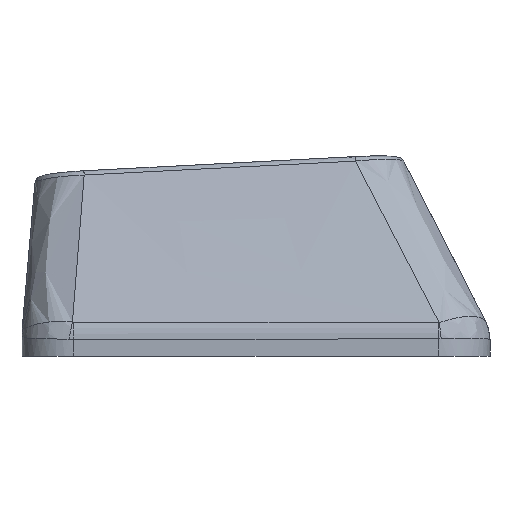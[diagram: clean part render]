
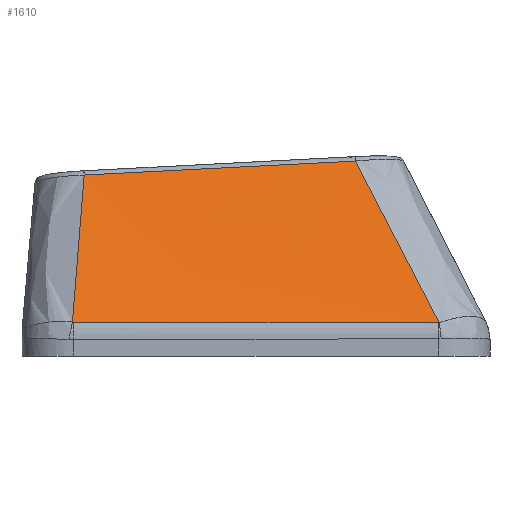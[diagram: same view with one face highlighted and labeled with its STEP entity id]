
A CAD part, left-side view. The second image highlights one B-rep face of the part: STEP entity #1610.
In plain terms, the highlighted free-form (B-spline) face has degree [3, 3] with [4, 4] control points.
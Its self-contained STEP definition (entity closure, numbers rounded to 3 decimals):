
#51=B_SPLINE_SURFACE_WITH_KNOTS('',3,3,((#3799,#3800,#3801,#3802),(#3803,
#3804,#3805,#3806),(#3807,#3808,#3809,#3810),(#3811,#3812,#3813,#3814)),
 .UNSPECIFIED.,.F.,.F.,.F.,(4,4),(4,4),(0.107,0.899),
(0.028,0.956),.UNSPECIFIED.);
#334=FACE_OUTER_BOUND('',#433,.T.);
#433=EDGE_LOOP('',(#1385,#1386,#1387,#1388,#1389,#1390));
#543=B_SPLINE_CURVE_WITH_KNOTS('',3,(#3409,#3410,#3411,#3412),
 .UNSPECIFIED.,.F.,.F.,(4,4),(0.,0.003),
 .UNSPECIFIED.);
#544=B_SPLINE_CURVE_WITH_KNOTS('',3,(#3430,#3431,#3432,#3433),
 .UNSPECIFIED.,.F.,.F.,(4,4),(-1.416,0.),.UNSPECIFIED.);
#547=B_SPLINE_CURVE_WITH_KNOTS('',3,(#3463,#3464,#3465,#3466),
 .UNSPECIFIED.,.F.,.F.,(4,4),(0.,0.004),
 .UNSPECIFIED.);
#564=B_SPLINE_CURVE_WITH_KNOTS('',3,(#3785,#3786,#3787,#3788),
 .UNSPECIFIED.,.F.,.F.,(4,4),(-0.661,-0.02),
 .UNSPECIFIED.);
#567=B_SPLINE_CURVE_WITH_KNOTS('',3,(#3816,#3817,#3818,#3819),
 .UNSPECIFIED.,.F.,.F.,(4,4),(0.023,0.785),
 .UNSPECIFIED.);
#568=B_SPLINE_CURVE_WITH_KNOTS('',3,(#3820,#3821,#3822,#3823),
 .UNSPECIFIED.,.F.,.F.,(4,4),(0.,1.054),.UNSPECIFIED.);
#729=VERTEX_POINT('',#3371);
#731=VERTEX_POINT('',#3402);
#733=VERTEX_POINT('',#3429);
#735=VERTEX_POINT('',#3456);
#753=VERTEX_POINT('',#3784);
#755=VERTEX_POINT('',#3815);
#946=EDGE_CURVE('',#729,#731,#543,.T.);
#947=EDGE_CURVE('',#731,#733,#544,.T.);
#952=EDGE_CURVE('',#733,#735,#547,.T.);
#979=EDGE_CURVE('',#735,#753,#564,.T.);
#982=EDGE_CURVE('',#755,#729,#567,.T.);
#983=EDGE_CURVE('',#753,#755,#568,.T.);
#1385=ORIENTED_EDGE('',*,*,#952,.F.);
#1386=ORIENTED_EDGE('',*,*,#947,.F.);
#1387=ORIENTED_EDGE('',*,*,#946,.F.);
#1388=ORIENTED_EDGE('',*,*,#982,.F.);
#1389=ORIENTED_EDGE('',*,*,#983,.F.);
#1390=ORIENTED_EDGE('',*,*,#979,.F.);
#1610=ADVANCED_FACE('',(#334),#51,.F.);
#3371=CARTESIAN_POINT('',(-16.087,-7.107,0.299));
#3402=CARTESIAN_POINT('',(-16.088,-7.079,0.298));
#3409=CARTESIAN_POINT('Ctrl Pts',(-16.087,-7.107,0.299));
#3410=CARTESIAN_POINT('Ctrl Pts',(-16.087,-7.098,0.298));
#3411=CARTESIAN_POINT('Ctrl Pts',(-16.088,-7.088,0.298));
#3412=CARTESIAN_POINT('Ctrl Pts',(-16.088,-7.079,0.298));
#3429=CARTESIAN_POINT('',(-16.065,7.082,0.318));
#3430=CARTESIAN_POINT('Ctrl Pts',(-16.088,-7.079,0.298));
#3431=CARTESIAN_POINT('Ctrl Pts',(-16.081,-2.359,0.304));
#3432=CARTESIAN_POINT('Ctrl Pts',(-16.073,2.361,0.311));
#3433=CARTESIAN_POINT('Ctrl Pts',(-16.065,7.082,0.318));
#3456=CARTESIAN_POINT('',(-16.063,7.125,0.322));
#3463=CARTESIAN_POINT('Ctrl Pts',(-16.065,7.082,0.318));
#3464=CARTESIAN_POINT('Ctrl Pts',(-16.065,7.096,0.318));
#3465=CARTESIAN_POINT('Ctrl Pts',(-16.064,7.111,0.319));
#3466=CARTESIAN_POINT('Ctrl Pts',(-16.063,7.125,0.322));
#3784=CARTESIAN_POINT('',(-13.204,6.669,6.028));
#3785=CARTESIAN_POINT('Ctrl Pts',(-16.063,7.125,0.322));
#3786=CARTESIAN_POINT('Ctrl Pts',(-15.107,6.97,2.223));
#3787=CARTESIAN_POINT('Ctrl Pts',(-14.153,6.818,4.125));
#3788=CARTESIAN_POINT('Ctrl Pts',(-13.204,6.669,6.028));
#3799=CARTESIAN_POINT('Ctrl Pts',(-13.2,7.031,6.018));
#3800=CARTESIAN_POINT('Ctrl Pts',(-14.162,7.063,4.102));
#3801=CARTESIAN_POINT('Ctrl Pts',(-15.125,7.095,2.187));
#3802=CARTESIAN_POINT('Ctrl Pts',(-16.088,7.126,0.272));
#3803=CARTESIAN_POINT('Ctrl Pts',(-13.2,3.274,6.208));
#3804=CARTESIAN_POINT('Ctrl Pts',(-14.162,2.976,4.232));
#3805=CARTESIAN_POINT('Ctrl Pts',(-15.125,2.679,2.256));
#3806=CARTESIAN_POINT('Ctrl Pts',(-16.088,2.382,0.28));
#3807=CARTESIAN_POINT('Ctrl Pts',(-13.2,-0.484,
6.397));
#3808=CARTESIAN_POINT('Ctrl Pts',(-14.162,-1.11,4.361));
#3809=CARTESIAN_POINT('Ctrl Pts',(-15.125,-1.736,2.325));
#3810=CARTESIAN_POINT('Ctrl Pts',(-16.088,-2.363,0.289));
#3811=CARTESIAN_POINT('Ctrl Pts',(-13.2,-4.241,6.587));
#3812=CARTESIAN_POINT('Ctrl Pts',(-14.162,-5.197,4.491));
#3813=CARTESIAN_POINT('Ctrl Pts',(-15.125,-6.152,2.394));
#3814=CARTESIAN_POINT('Ctrl Pts',(-16.088,-7.107,0.298));
#3815=CARTESIAN_POINT('',(-13.2,-3.862,6.568));
#3816=CARTESIAN_POINT('Ctrl Pts',(-13.2,-3.862,6.568));
#3817=CARTESIAN_POINT('Ctrl Pts',(-14.165,-4.946,4.48));
#3818=CARTESIAN_POINT('Ctrl Pts',(-15.127,-6.027,2.39));
#3819=CARTESIAN_POINT('Ctrl Pts',(-16.087,-7.107,0.299));
#3820=CARTESIAN_POINT('Ctrl Pts',(-13.204,6.669,6.028));
#3821=CARTESIAN_POINT('Ctrl Pts',(-13.202,3.159,6.208));
#3822=CARTESIAN_POINT('Ctrl Pts',(-13.201,-0.351,
6.388));
#3823=CARTESIAN_POINT('Ctrl Pts',(-13.2,-3.862,6.568));
